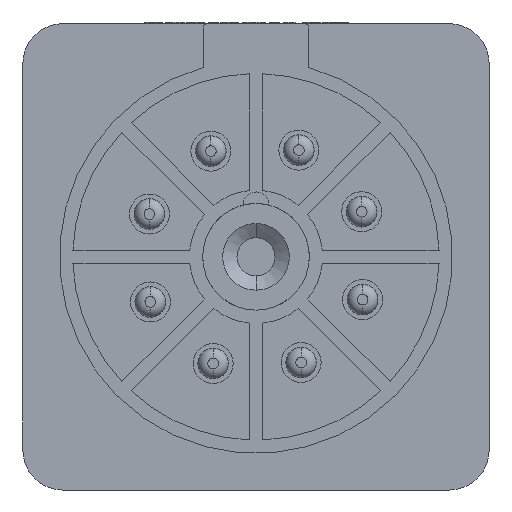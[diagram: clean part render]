
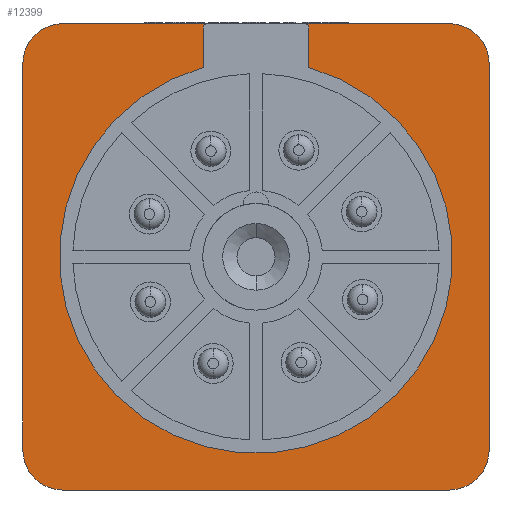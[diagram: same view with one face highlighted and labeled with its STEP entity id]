
A CAD part, front view. The second image highlights one B-rep face of the part: STEP entity #12399.
In plain terms, the highlighted planar face has unit normal (0, -1, 0).
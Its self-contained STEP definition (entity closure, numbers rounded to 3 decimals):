
#247 = EDGE_CURVE ( 'NONE', #3390, #11723, #7778, .T. ) ;
#366 = AXIS2_PLACEMENT_3D ( 'NONE', #8140, #17608, #9510 ) ;
#370 = DIRECTION ( 'NONE',  ( 0., 1., 0. ) ) ;
#560 = ORIENTED_EDGE ( 'NONE', *, *, #15505, .F. ) ;
#599 = VECTOR ( 'NONE', #9216, 1000. ) ;
#704 = LINE ( 'NONE', #13873, #4316 ) ;
#755 = ORIENTED_EDGE ( 'NONE', *, *, #2117, .F. ) ;
#1052 = CARTESIAN_POINT ( 'NONE',  ( 17.5, -1.75, 14.5 ) ) ;
#1056 = VERTEX_POINT ( 'NONE', #15185 ) ;
#1120 = EDGE_CURVE ( 'NONE', #15329, #14078, #11757, .T. ) ;
#1209 = EDGE_CURVE ( 'NONE', #11723, #16138, #9190, .T. ) ;
#1269 = DIRECTION ( 'NONE',  ( 0., 0., 1. ) ) ;
#1403 = CARTESIAN_POINT ( 'NONE',  ( -3.945, -1.75, 14.217 ) ) ;
#1903 = CARTESIAN_POINT ( 'NONE',  ( 3.945, -1.75, 17.25 ) ) ;
#2117 = EDGE_CURVE ( 'NONE', #4120, #15329, #7874, .T. ) ;
#2333 = CARTESIAN_POINT ( 'NONE',  ( 17.5, -1.75, -14.5 ) ) ;
#2643 = EDGE_CURVE ( 'NONE', #4381, #4812, #12489, .T. ) ;
#2846 = VERTEX_POINT ( 'NONE', #10014 ) ;
#2940 = CARTESIAN_POINT ( 'NONE',  ( 3.695, -1.75, 17.25 ) ) ;
#2983 = CIRCLE ( 'NONE', #6418, 3. ) ;
#3302 = DIRECTION ( 'NONE',  ( 0., 0., -1. ) ) ;
#3363 = EDGE_LOOP ( 'NONE', ( #12469, #11024, #560, #12020, #17221, #13192, #11163, #8070, #9530, #9627, #5676, #5702, #15858, #755 ) ) ;
#3390 = VERTEX_POINT ( 'NONE', #8399 ) ;
#3522 = CARTESIAN_POINT ( 'NONE',  ( -3.945, -1.75, 17.25 ) ) ;
#3538 = LINE ( 'NONE', #8561, #10372 ) ;
#3610 = DIRECTION ( 'NONE',  ( 0., 1., 0. ) ) ;
#3948 = AXIS2_PLACEMENT_3D ( 'NONE', #2940, #12497, #4331 ) ;
#4028 = DIRECTION ( 'NONE',  ( 1., 0., 0. ) ) ;
#4120 = VERTEX_POINT ( 'NONE', #3522 ) ;
#4137 = VECTOR ( 'NONE', #13287, 1000. ) ;
#4154 = EDGE_CURVE ( 'NONE', #15466, #3390, #6216, .T. ) ;
#4316 = VECTOR ( 'NONE', #4366, 1000. ) ;
#4331 = DIRECTION ( 'NONE',  ( 0., 0., -1. ) ) ;
#4366 = DIRECTION ( 'NONE',  ( 1., 0., 0. ) ) ;
#4381 = VERTEX_POINT ( 'NONE', #12563 ) ;
#4812 = VERTEX_POINT ( 'NONE', #6268 ) ;
#4955 = CARTESIAN_POINT ( 'NONE',  ( 14.5, -1.75, 14.5 ) ) ;
#5630 = DIRECTION ( 'NONE',  ( 0., -1., 0. ) ) ;
#5654 = FACE_OUTER_BOUND ( 'NONE', #3363, .T. ) ;
#5676 = ORIENTED_EDGE ( 'NONE', *, *, #10093, .F. ) ;
#5702 = ORIENTED_EDGE ( 'NONE', *, *, #13948, .F. ) ;
#6192 = VERTEX_POINT ( 'NONE', #10908 ) ;
#6216 = CIRCLE ( 'NONE', #7879, 3. ) ;
#6268 = CARTESIAN_POINT ( 'NONE',  ( -17.5, -1.75, 14.5 ) ) ;
#6327 = DIRECTION ( 'NONE',  ( 0., 0., 1. ) ) ;
#6352 = PLANE ( 'NONE',  #11078 ) ;
#6404 = DIRECTION ( 'NONE',  ( 0., 1., 0. ) ) ;
#6418 = AXIS2_PLACEMENT_3D ( 'NONE', #8524, #370, #9903 ) ;
#7005 = CARTESIAN_POINT ( 'NONE',  ( -14.5, -1.75, -14.5 ) ) ;
#7016 = DIRECTION ( 'NONE',  ( -1., 0., 0. ) ) ;
#7450 = EDGE_CURVE ( 'NONE', #11864, #4381, #16177, .T. ) ;
#7606 = VERTEX_POINT ( 'NONE', #1903 ) ;
#7778 = LINE ( 'NONE', #1052, #4137 ) ;
#7874 = LINE ( 'NONE', #17322, #599 ) ;
#7879 = AXIS2_PLACEMENT_3D ( 'NONE', #4955, #14472, #6327 ) ;
#8070 = ORIENTED_EDGE ( 'NONE', *, *, #247, .F. ) ;
#8140 = CARTESIAN_POINT ( 'NONE',  ( -3.695, -1.75, 17.25 ) ) ;
#8391 = DIRECTION ( 'NONE',  ( 0., 0., 1. ) ) ;
#8399 = CARTESIAN_POINT ( 'NONE',  ( 17.5, -1.75, 14.5 ) ) ;
#8524 = CARTESIAN_POINT ( 'NONE',  ( -14.5, -1.75, 14.5 ) ) ;
#8561 = CARTESIAN_POINT ( 'NONE',  ( 14.5, -1.75, -17.5 ) ) ;
#8631 = VECTOR ( 'NONE', #13518, 1000. ) ;
#8878 = VECTOR ( 'NONE', #1269, 1000. ) ;
#8949 = EDGE_CURVE ( 'NONE', #1056, #15466, #13154, .T. ) ;
#8974 = AXIS2_PLACEMENT_3D ( 'NONE', #7005, #16508, #8391 ) ;
#9190 = CIRCLE ( 'NONE', #9580, 3. ) ;
#9216 = DIRECTION ( 'NONE',  ( 0., 0., -1. ) ) ;
#9510 = DIRECTION ( 'NONE',  ( 0., 0., -1. ) ) ;
#9530 = ORIENTED_EDGE ( 'NONE', *, *, #4154, .F. ) ;
#9580 = AXIS2_PLACEMENT_3D ( 'NONE', #11793, #3610, #13153 ) ;
#9627 = ORIENTED_EDGE ( 'NONE', *, *, #8949, .F. ) ;
#9903 = DIRECTION ( 'NONE',  ( 0., 0., -1. ) ) ;
#9908 = CARTESIAN_POINT ( 'NONE',  ( 14.5, -1.75, -17.5 ) ) ;
#10005 = CARTESIAN_POINT ( 'NONE',  ( 0., -1.75, 0.002 ) ) ;
#10014 = CARTESIAN_POINT ( 'NONE',  ( -14.5, -1.75, 17.5 ) ) ;
#10093 = EDGE_CURVE ( 'NONE', #7606, #1056, #12415, .T. ) ;
#10372 = VECTOR ( 'NONE', #7016, 1000. ) ;
#10738 = CARTESIAN_POINT ( 'NONE',  ( -14.5, -1.75, -17.5 ) ) ;
#10748 = EDGE_CURVE ( 'NONE', #2846, #6192, #704, .T. ) ;
#10835 = CARTESIAN_POINT ( 'NONE',  ( 14.5, -1.75, 17.5 ) ) ;
#10908 = CARTESIAN_POINT ( 'NONE',  ( -3.695, -1.75, 17.5 ) ) ;
#11024 = ORIENTED_EDGE ( 'NONE', *, *, #10748, .F. ) ;
#11078 = AXIS2_PLACEMENT_3D ( 'NONE', #14568, #6404, #15919 ) ;
#11163 = ORIENTED_EDGE ( 'NONE', *, *, #1209, .F. ) ;
#11723 = VERTEX_POINT ( 'NONE', #2333 ) ;
#11757 = CIRCLE ( 'NONE', #12631, 14.752 ) ;
#11793 = CARTESIAN_POINT ( 'NONE',  ( 14.5, -1.75, -14.5 ) ) ;
#11864 = VERTEX_POINT ( 'NONE', #10738 ) ;
#12020 = ORIENTED_EDGE ( 'NONE', *, *, #2643, .F. ) ;
#12246 = EDGE_CURVE ( 'NONE', #16138, #11864, #3538, .T. ) ;
#12267 = LINE ( 'NONE', #14835, #8631 ) ;
#12399 = ADVANCED_FACE ( 'NONE', ( #5654 ), #6352, .F. ) ;
#12415 = CIRCLE ( 'NONE', #3948, 0.25 ) ;
#12469 = ORIENTED_EDGE ( 'NONE', *, *, #15311, .F. ) ;
#12489 = LINE ( 'NONE', #17403, #8878 ) ;
#12497 = DIRECTION ( 'NONE',  ( 0., -1., 0. ) ) ;
#12563 = CARTESIAN_POINT ( 'NONE',  ( -17.5, -1.75, -14.5 ) ) ;
#12605 = CIRCLE ( 'NONE', #366, 0.25 ) ;
#12631 = AXIS2_PLACEMENT_3D ( 'NONE', #10005, #5630, #3302 ) ;
#12689 = CARTESIAN_POINT ( 'NONE',  ( 3.945, -1.75, 14.217 ) ) ;
#12720 = VECTOR ( 'NONE', #4028, 1000. ) ;
#13153 = DIRECTION ( 'NONE',  ( 0., 0., 1. ) ) ;
#13154 = LINE ( 'NONE', #10835, #12720 ) ;
#13192 = ORIENTED_EDGE ( 'NONE', *, *, #12246, .F. ) ;
#13287 = DIRECTION ( 'NONE',  ( 0., 0., -1. ) ) ;
#13518 = DIRECTION ( 'NONE',  ( 0., 0., 1. ) ) ;
#13873 = CARTESIAN_POINT ( 'NONE',  ( 14.5, -1.75, 17.5 ) ) ;
#13948 = EDGE_CURVE ( 'NONE', #14078, #7606, #12267, .T. ) ;
#14078 = VERTEX_POINT ( 'NONE', #12689 ) ;
#14472 = DIRECTION ( 'NONE',  ( 0., 1., 0. ) ) ;
#14568 = CARTESIAN_POINT ( 'NONE',  ( -14.5, -1.75, -14.5 ) ) ;
#14835 = CARTESIAN_POINT ( 'NONE',  ( 3.945, -1.75, 14.217 ) ) ;
#15185 = CARTESIAN_POINT ( 'NONE',  ( 3.695, -1.75, 17.5 ) ) ;
#15256 = CARTESIAN_POINT ( 'NONE',  ( 14.5, -1.75, 17.5 ) ) ;
#15311 = EDGE_CURVE ( 'NONE', #6192, #4120, #12605, .T. ) ;
#15329 = VERTEX_POINT ( 'NONE', #1403 ) ;
#15466 = VERTEX_POINT ( 'NONE', #15256 ) ;
#15505 = EDGE_CURVE ( 'NONE', #4812, #2846, #2983, .T. ) ;
#15858 = ORIENTED_EDGE ( 'NONE', *, *, #1120, .F. ) ;
#15919 = DIRECTION ( 'NONE',  ( 0., 0., 1. ) ) ;
#16138 = VERTEX_POINT ( 'NONE', #9908 ) ;
#16177 = CIRCLE ( 'NONE', #8974, 3. ) ;
#16508 = DIRECTION ( 'NONE',  ( 0., 1., 0. ) ) ;
#17221 = ORIENTED_EDGE ( 'NONE', *, *, #7450, .F. ) ;
#17322 = CARTESIAN_POINT ( 'NONE',  ( -3.945, -1.75, 14.217 ) ) ;
#17403 = CARTESIAN_POINT ( 'NONE',  ( -17.5, -1.75, 14.5 ) ) ;
#17608 = DIRECTION ( 'NONE',  ( 0., -1., 0. ) ) ;
